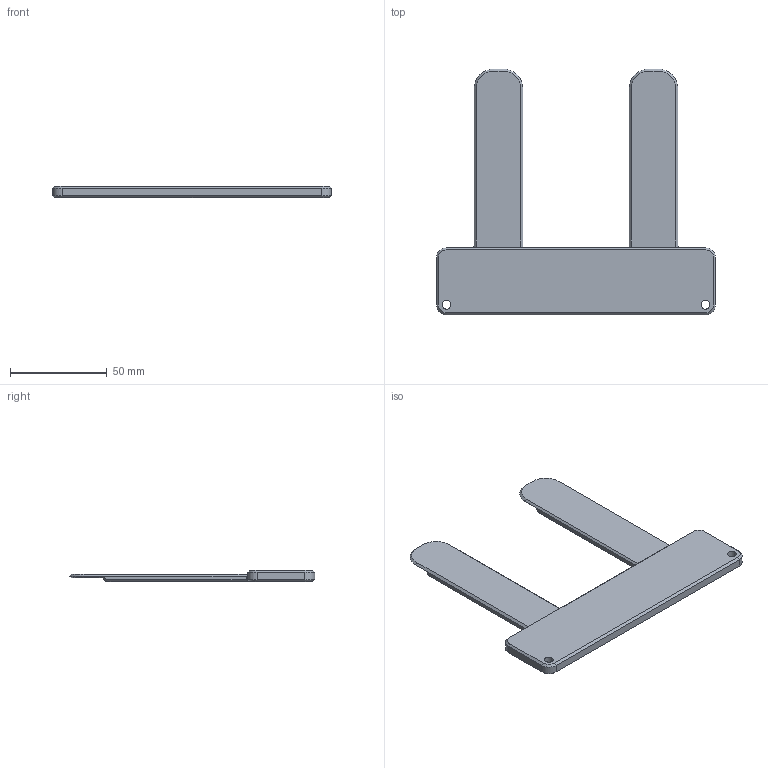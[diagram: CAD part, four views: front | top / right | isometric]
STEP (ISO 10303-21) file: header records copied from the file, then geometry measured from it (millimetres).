
FILE_DESCRIPTION(/* description */ (''),/* implementation_level */ '2;1');
FILE_NAME(/* name */ 'MOLLE Strap.step',/* time_stamp */ '2023-09-09T10:16:25-07:00',/* author */ (''),/* organization */ (''),/* preprocessor_version */ 'ST-DEVELOPER v20',/* originating_system */ 'Autodesk Translation Framework v12.9.0.99',/* authorisation */ '');
FILE_SCHEMA (('AUTOMOTIVE_DESIGN { 1 0 10303 214 3 1 1 }'));
Length unit declared in the file: millimetre
Products named in the file (1): MOLLE Strap
Bounding box: 144 x 126.75 x 6 mm (x, y, z)
Volume: 45241.8 mm3; surface area: 21522 mm2
Topology: 1 solids, 1 shells, 80 faces, 186 edges, 108 vertices
Faces by surface type: plane 46, cone 24, cylinder 10
Full cylindrical faces by diameter (mm): 4.5 x2
Entity records: 2251 total; most frequent: DIRECTION 392, CARTESIAN_POINT 383, ORIENTED_EDGE 372, EDGE_CURVE 186, LINE 134, VECTOR 134, AXIS2_PLACEMENT_3D 129, VERTEX_POINT 108
